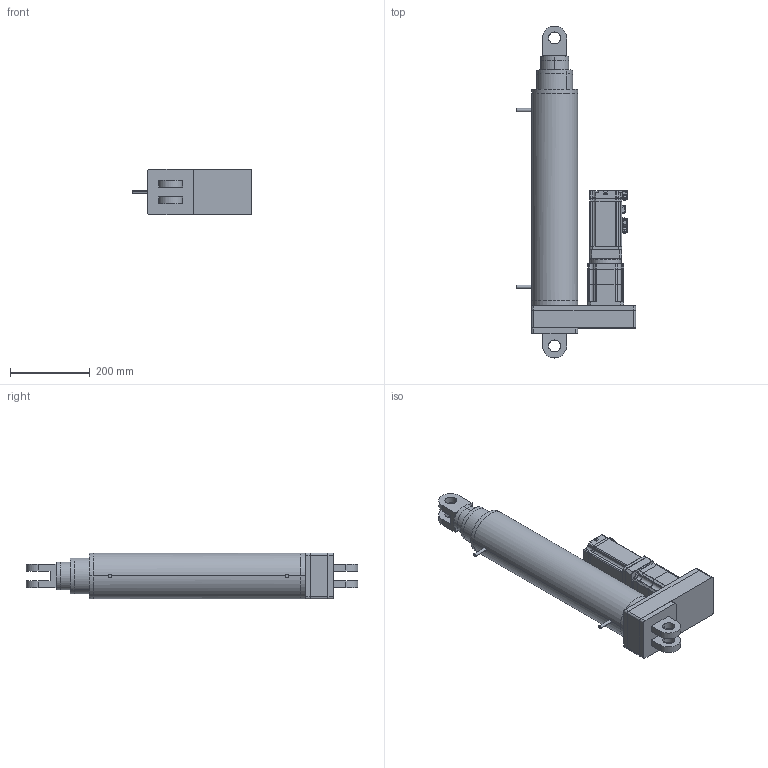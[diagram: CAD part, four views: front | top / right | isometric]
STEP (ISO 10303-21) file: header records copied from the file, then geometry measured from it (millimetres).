
FILE_DESCRIPTION (( 'STEP AP203' ), '1' );
FILE_NAME ('RLD115-10QX-13KN-R750-S2-33mm-s.STEP', '2025-01-10T00:48:50', ( '微软用户' ), ( '微软中国' ), 'SwSTEP 2.0', 'SolidWorks 2022', '' );
FILE_SCHEMA (( 'CONFIG_CONTROL_DESIGN' ));
Length unit declared in the file: millimetre
Products named in the file (41): 21E8-005-1072-P4_1_1_1_1.stp; 31090651--MS1H4-750001_1_1_1.stp; 750W-3000带刹车; _1-SO-93600001_1_1_1.stp; _1-SO-740050001_1_1_1.stp; MS1H4-75B30CB-A334Z-S_ASM_1_ASM.stp; 30_1_1_1_1.stp; _80-1-SO0001_1_1_1_1.stp; 1-295230_1_1_1.stp; 31740002--1-SOLI00_1_1_1_1.stp; 复件 240408-DM-115多节缸箱体盖板^RLD115-10QX-13KN-R750-S2-33mm-s; _1-SO-158220001_1_1_1.stp; _1-SO-424920001_1_1_1.stp; _1-SO-95990001_1_1_1.stp; MS1H4-75B30CB-A334Z_1_ASM_1_ASM_ASM.stp; MS1H4-75B30CB-A334Z_ASM_1-37904_ASM.stp; 复件 240408-DM-115多节缸第一节管^RLD115-10QX-13KN-R750-S2-33mm-s; 1-543110_1_1_1.stp; MS1H4-75B30CB-(x)334Z.stp; _1-SO-421760001_1_1_1.stp; 21E8-005-1073-P4_1_1_1_1.stp; 复件 240408-DM-115多节缸轴承座^RLD115-10QX-13KN-R750-S2-33mm-s; _1-SO-404410001_1_1_1.stp; 复件 240408-DM-115多节缸第三节管^RLD115-10QX-13KN-R750-S2-33mm-s; PGH90-L2-19-70-90-M6-A22; _1-SO-403340001_1_1_1.stp; 22010113--1-SOLI00_1_1_1_1.stp; 31090527--1-SOL000_1_1_1_1.stp; _1-SO-983650001_1_1_1.stp; 复件 240408-DM-115多节缸第二节管^RLD115-10QX-13KN-R750-S2-33mm-s; _1-SO-417070001_1_1_1.stp; _1-SO-731880001_1_1_1.stp; _1-SO-417760001_1_1_1.stp; MS1H4-75B30CB-A334Z_ASM_1-37940_ASM.stp; RLD115-10QX-13KN-R750-S2-33mm-s; _1-SO-573050001_1_1_1.stp; 80缸后双销耳; _1-SO-742120001_1_1_1.stp; 22060240_3_1_1_1.stp; 31090537--1-SOL000_1_1_1_1.stp ...
Assembly tree (41 placements, depth 8):
  RLD115-10QX-13KN-R750-S2-33mm-s
    复件 240408-DM-115多节缸箱体盖板^RLD115-10QX-13KN-R750-S2-33mm-s
    复件 240408-DM-115多节缸轴承座^RLD115-10QX-13KN-R750-S2-33mm-s
    复件 240408-DM-115多节缸第二节管^RLD115-10QX-13KN-R750-S2-33mm-s
    复件 240408-DM-115多节缸第三节管^RLD115-10QX-13KN-R750-S2-33mm-s
    复件 240408-DM-115多节缸第一节管^RLD115-10QX-13KN-R750-S2-33mm-s
    PGH90-L2-19-70-90-M6-A22
    750W-3000带刹车
      MS1H4-75B30CB-(x)334Z.stp
        MS1H4-75B30CB-A334Z-S_ASM_1_ASM.stp
          MS1H4-75B30CB-A334Z_ASM_1-37940_ASM.stp
            MS1H4-75B30CB-A334Z_ASM_1-37904_ASM.stp
              MS1H4-75B30CB-A334Z_1_ASM_1_ASM_ASM.stp
                _1-SO-93600001_1_1_1.stp
                _1-SO-95990001_1_1_1.stp
                _1-SO-158220001_1_1_1.stp
                31090527--1-SOL000_1_1_1_1.stp
                1-295230_1_1_1.stp
                31740002--1-SOLI00_1_1_1_1.stp
                _1-SO-403340001_1_1_1.stp
                _1-SO-404410001_1_1_1.stp
                31090537--1-SOL000_1_1_1_1.stp
                _80-1-SO0001_1_1_1_1.stp
                _1-SO-417070001_1_1_1.stp
                _1-SO-417760001_1_1_1.stp
                _1-SO-421760001_1_1_1.stp
                _1-SO-424920001_1_1_1.stp
                30_1_1_1_1.stp
                1-543110_1_1_1.stp
                _1-SO-573050001_1_1_1.stp
                31090651--MS1H4-750001_1_1_1.stp
                22010113--1-SOLI00_1_1_1_1.stp
                _1-SO-731880001_1_1_1.stp
                _1-SO-740050001_1_1_1.stp
                _1-SO-742120001_1_1_1.stp
                _1-SO-983650001_1_1_1.stp
          21E8-005-1072-P4_1_1_1_1.stp
          21E8-005-1073-P4_1_1_1_1.stp
          22060240_3_1_1_1.stp  x2
    80缸后双销耳
    80缸前双销
Bounding box: 298 x 830 x 115.01 mm (x, y, z)
Volume: 6325094.8 mm3; surface area: 1418976.2 mm2
Topology: 57 solids, 61 shells, 2524 faces, 6601 edges, 4296 vertices
Faces by surface type: plane 1364, cylinder 828, torus 147, cone 108, bspline 69, sphere 8
Entity records: 89246 total; most frequent: CARTESIAN_POINT 22329, DIRECTION 13140, ORIENTED_EDGE 13030, EDGE_CURVE 6519, AXIS2_PLACEMENT_3D 4590, VERTEX_POINT 4252, VECTOR 3960, LINE 3960
